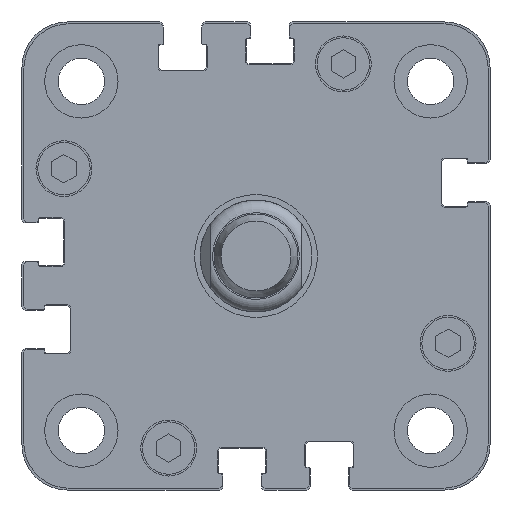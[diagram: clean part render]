
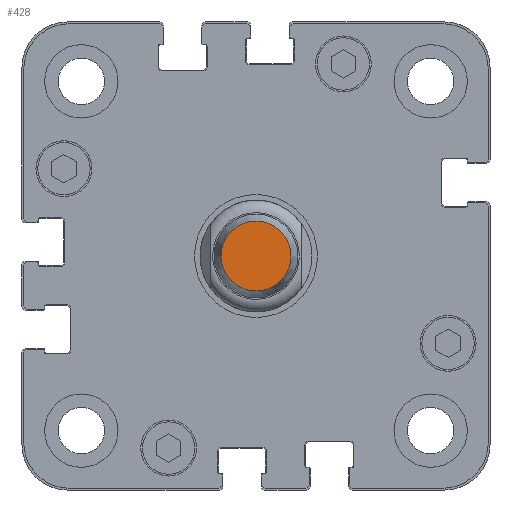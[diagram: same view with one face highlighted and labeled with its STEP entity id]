
A CAD part, front view. The second image highlights one B-rep face of the part: STEP entity #428.
In plain terms, the highlighted planar face has unit normal (0, -1, 0).
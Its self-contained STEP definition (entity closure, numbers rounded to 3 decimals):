
#405=CARTESIAN_POINT('',(5.,-579.25,0.0));
#406=VERTEX_POINT('',#405);
#407=CARTESIAN_POINT('',(0.0,-579.25,0.0));
#408=DIRECTION('',(0.0,-1.0,0.0));
#409=DIRECTION('',(1.0,0.0,0.0));
#410=AXIS2_PLACEMENT_3D('',#407,#408,#409);
#411=CIRCLE('',#410,5.);
#412=EDGE_CURVE('',#406,#406,#411,.T.);
#420=CARTESIAN_POINT('',(2.5,-579.25,0.0));
#421=DIRECTION('',(0.0,-1.0,0.0));
#422=DIRECTION('',(0.0,0.0,-1.0));
#423=AXIS2_PLACEMENT_3D('',#420,#421,#422);
#424=PLANE('',#423);
#425=ORIENTED_EDGE('',*,*,#412,.T.);
#426=EDGE_LOOP('',(#425));
#427=FACE_OUTER_BOUND('',#426,.T.);
#428=ADVANCED_FACE('',(#427),#424,.T.);
